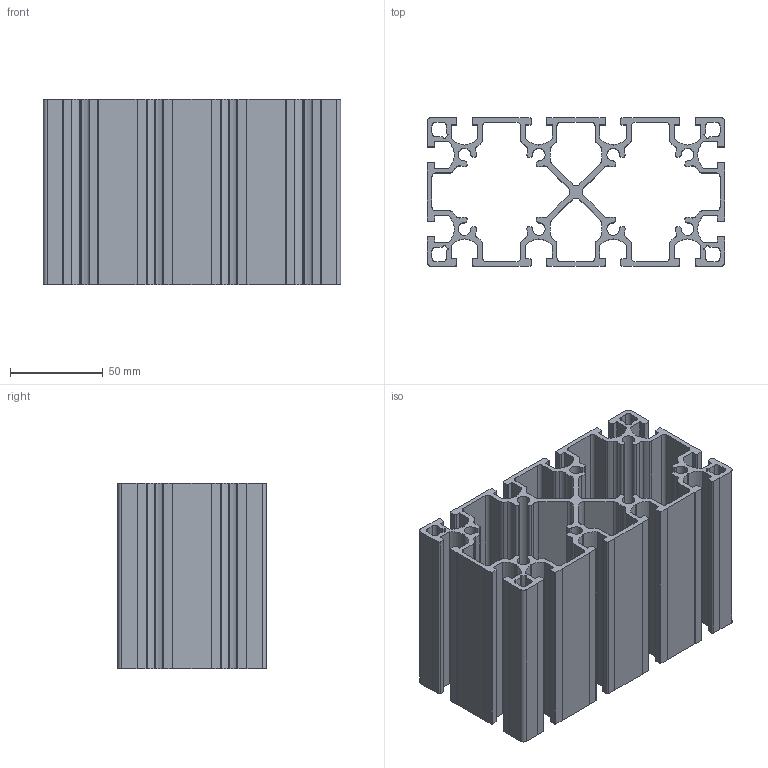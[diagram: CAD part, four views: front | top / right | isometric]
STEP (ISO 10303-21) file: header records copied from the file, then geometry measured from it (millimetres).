
FILE_DESCRIPTION((''),'2;1');
FILE_NAME('AF80160-8.stp','2009-09-01T13:38:45',('Administrator'),(''),'Autodesk Inventor 2008','Autodesk Inventor 2008','');
FILE_SCHEMA(('AUTOMOTIVE_DESIGN { 1 0 10303 214 1 1 1 1 }'));
Length unit declared in the file: millimetre
Products named in the file (1): AF80160-8
Bounding box: 160 x 80 x 100 mm (x, y, z)
Volume: 276546.6 mm3; surface area: 191954.5 mm2
Topology: 1 solids, 1 shells, 526 faces, 1572 edges, 1048 vertices
Faces by surface type: cylinder 312, plane 214
Entity records: 17998 total; most frequent: DIRECTION 3250, CARTESIAN_POINT 3147, ORIENTED_EDGE 3144, EDGE_CURVE 1572, AXIS2_PLACEMENT_3D 1151, VERTEX_POINT 1048, VECTOR 948, LINE 948
